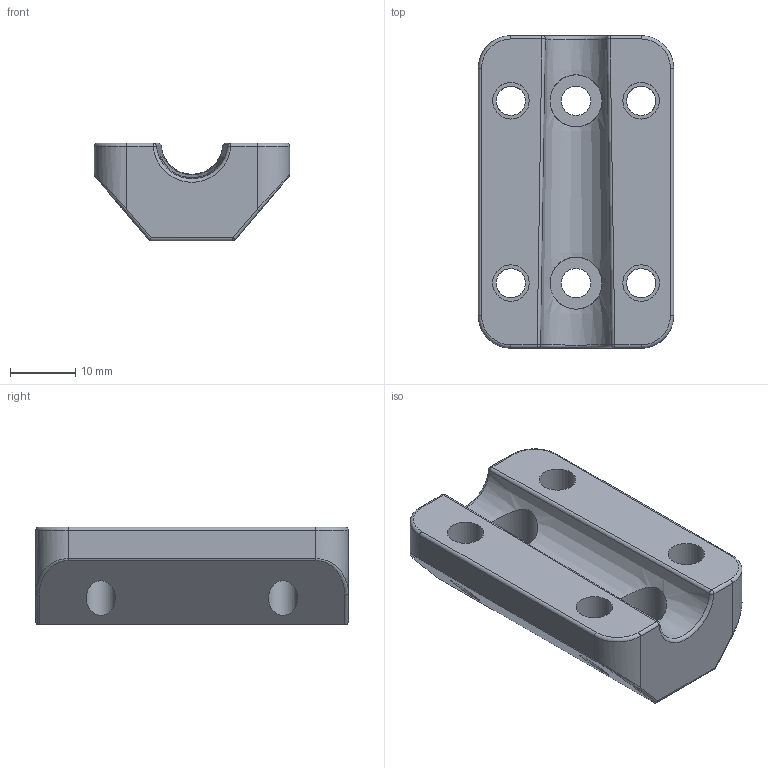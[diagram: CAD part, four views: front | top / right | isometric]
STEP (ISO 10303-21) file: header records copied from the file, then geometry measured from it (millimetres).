
FILE_DESCRIPTION(/* description */ (''),/* implementation_level */ '2;1');
FILE_NAME(/* name */ 'BracketSolderingIron_1.stp',/* time_stamp */ '2023-12-27T23:13:47+01:00',/* author */ ('denni'),/* organization */ (''),/* preprocessor_version */ 'ST-DEVELOPER v19.2',/* originating_system */ 'Autodesk Inventor 2024',/* authorisation */ '');
FILE_SCHEMA (('AUTOMOTIVE_DESIGN { 1 0 10303 214 3 1 1 }'));
Length unit declared in the file: millimetre
Products named in the file (1): BracketSolderingIron_1
Bounding box: 30 x 48 x 15 mm (x, y, z)
Volume: 13824.7 mm3; surface area: 5454.3 mm2
Topology: 1 solids, 1 shells, 65 faces, 137 edges, 80 vertices
Faces by surface type: cylinder 31, plane 15, sphere 6, bspline 6, torus 6, cone 1
Full cylindrical faces by diameter (mm): 4.5 x6, 5.6 x4, 8 x2
Entity records: 2014 total; most frequent: CARTESIAN_POINT 527, DIRECTION 327, ORIENTED_EDGE 274, AXIS2_PLACEMENT_3D 138, EDGE_CURVE 137, EDGE_LOOP 83, VERTEX_POINT 80, FACE_OUTER_BOUND 65
